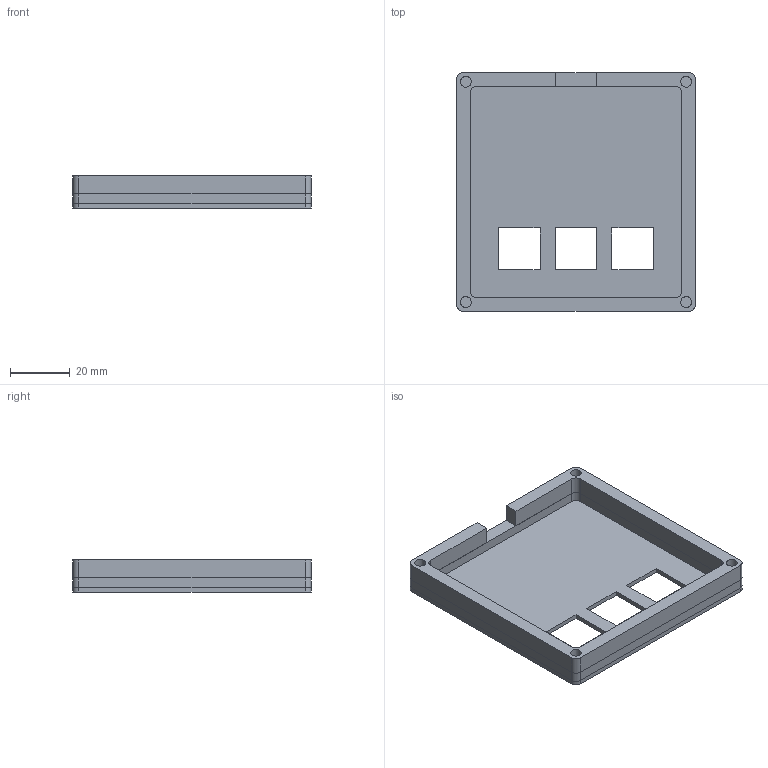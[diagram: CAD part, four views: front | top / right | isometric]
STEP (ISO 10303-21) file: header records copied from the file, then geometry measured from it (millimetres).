
FILE_DESCRIPTION(('FreeCAD Model'),'2;1');
FILE_NAME('Open CASCADE Shape Model','2024-01-26T21:40:01',('Author'),( ''),'Open CASCADE STEP processor 7.6','FreeCAD','Unknown');
FILE_SCHEMA(('AUTOMOTIVE_DESIGN { 1 0 10303 214 1 1 1 1 }'));
Length unit declared in the file: millimetre
Products named in the file (1): Compound002
Bounding box: 80 x 80 x 10.8 mm (x, y, z)
Volume: 20792.9 mm3; surface area: 23288.6 mm2
Topology: 3 solids, 3 shells, 70 faces, 180 edges, 120 vertices
Faces by surface type: plane 46, cylinder 24
Full cylindrical faces by diameter (mm): 3.7 x4
Entity records: 2184 total; most frequent: CARTESIAN_POINT 371, DIRECTION 370, ORIENTED_EDGE 360, EDGE_CURVE 180, LINE 132, VECTOR 132, VERTEX_POINT 120, AXIS2_PLACEMENT_3D 119
